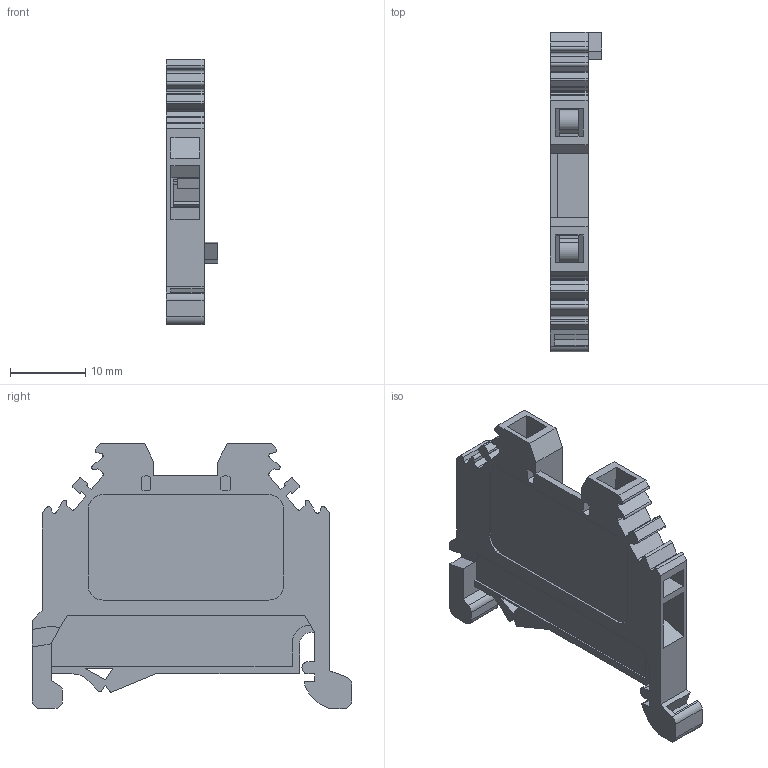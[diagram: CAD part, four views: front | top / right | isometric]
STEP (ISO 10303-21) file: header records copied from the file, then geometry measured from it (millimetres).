
FILE_DESCRIPTION (( 'STEP AP203' ), '1' );
FILE_NAME ('Êàëîäêà êëåììíàÿ 24À (plc-jxb-s-2.5g(b)).STEP', '2020-07-28T10:28:31', ( '' ), ( '' ), 'SwSTEP 2.0', 'SolidWorks 2019', '' );
FILE_SCHEMA (( 'CONFIG_CONTROL_DESIGN' ));
Length unit declared in the file: millimetre
Products named in the file (1): Êàëîäêà êëåììíàÿ 24À (plc-jxb-s-2.5g(b))
Bounding box: 6.8 x 42.4 x 35.2 mm (x, y, z)
Volume: 2614.6 mm3; surface area: 5599.2 mm2
Topology: 4 solids, 4 shells, 343 faces, 970 edges, 641 vertices
Faces by surface type: plane 274, cylinder 69
Full cylindrical faces by diameter (mm): 1.4 x2, 1.7 x8
Entity records: 11059 total; most frequent: CARTESIAN_POINT 1945, ORIENTED_EDGE 1920, DIRECTION 1786, EDGE_CURVE 960, LINE 822, VECTOR 822, VERTEX_POINT 641, AXIS2_PLACEMENT_3D 482
